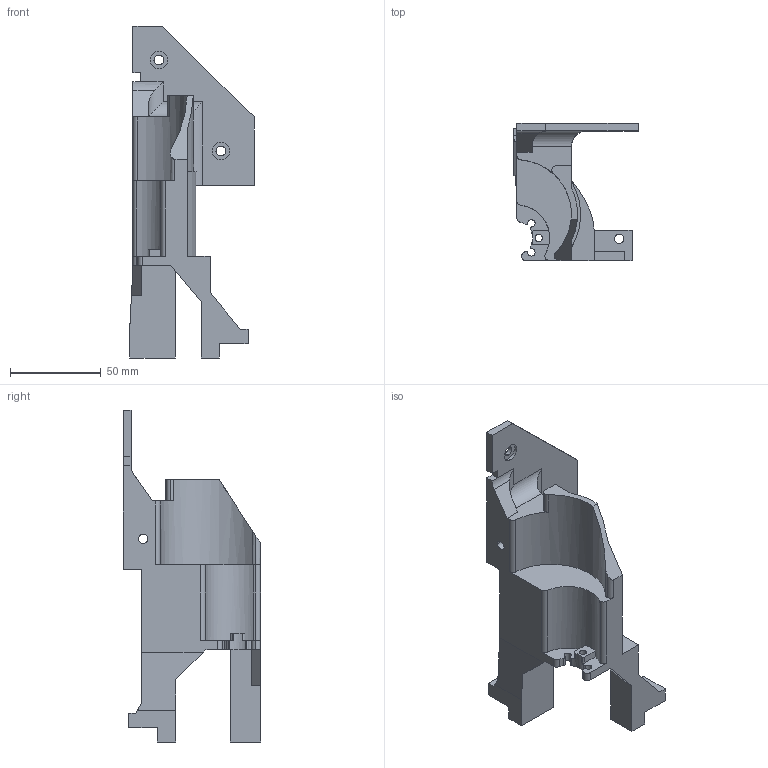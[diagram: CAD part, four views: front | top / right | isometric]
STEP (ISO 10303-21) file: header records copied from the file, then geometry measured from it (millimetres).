
FILE_DESCRIPTION (( 'STEP AP214' ), '1' );
FILE_NAME ('wheel-bracket-outer-left_SCALED.STEP', '2024-05-06T22:33:20', ( '' ), ( '' ), 'SwSTEP 2.0', 'SolidWorks 2023', '' );
FILE_SCHEMA (( 'AUTOMOTIVE_DESIGN' ));
Length unit declared in the file: millimetre
Products named in the file (1): wheel-bracket-outer-left_SCALED
Bounding box: 68.33 x 75.33 x 182.5 mm (x, y, z)
Volume: 142061.6 mm3; surface area: 38846.8 mm2
Topology: 1 solids, 1 shells, 119 faces, 341 edges, 226 vertices
Faces by surface type: plane 65, cylinder 53, bspline 1
Entity records: 4105 total; most frequent: CARTESIAN_POINT 873, ORIENTED_EDGE 682, DIRECTION 671, EDGE_CURVE 341, VERTEX_POINT 226, LINE 225, VECTOR 225, AXIS2_PLACEMENT_3D 223
